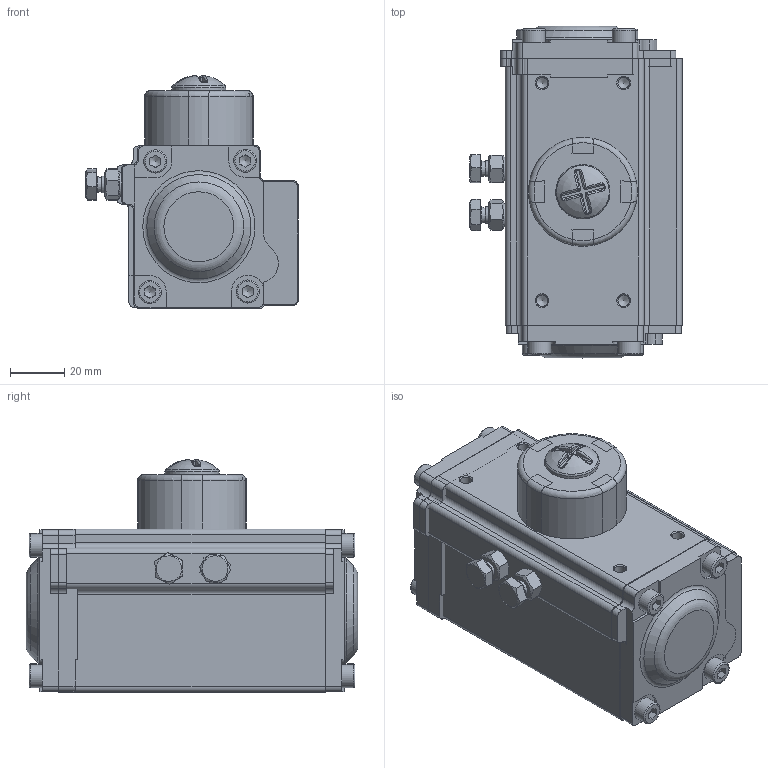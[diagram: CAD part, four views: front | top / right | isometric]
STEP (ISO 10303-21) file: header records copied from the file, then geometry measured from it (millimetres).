
FILE_DESCRIPTION(/* description */ (''),/* implementation_level */ '2;1');
FILE_NAME(/* name */ '5050040449 C-40DA F04 9x9.stp',/* time_stamp */ '2016-12-30T13:55:51+08:00',/* author */ (''),/* organization */ (''),/* preprocessor_version */ 'ST-DEVELOPER v15',/* originating_system */ 'SIEMENS PLM Software NX 8.5',/* authorisation */ '');
FILE_SCHEMA (('AUTOMOTIVE_DESIGN { 1 0 10303 214 3 1 1 1 }'));
Length unit declared in the file: millimetre
Products named in the file (24): C-40-02-R; C-40-02-L; Guide-Piston; Inside washer; Indicator screw; Indicator; Nut adjust screw; Adjust screw; End-cap screw; O-ring piston; O-ring end cap; O-ring-pinion bottom; O-ring-pinion top; O-ring adjust screw; Outside washer; Thrust washer; Circlip; Bearing-pinion bottom; Bearing-pinion top; C-40-08; C-40-04 9x9; C-40-03; C-40-01; C-40DA F04 9x9
Assembly tree (37 placements, depth 2):
  C-40DA F04 9x9
    C-40-01
    C-40-03  x2
    C-40-04 9x9
    C-40-08
    Bearing-pinion top
    Bearing-pinion bottom
    Circlip
    Thrust washer
    Outside washer
    O-ring adjust screw  x2
    O-ring-pinion top
    O-ring-pinion bottom
    O-ring end cap  x2
    O-ring piston  x2
    End-cap screw  x8
    Adjust screw  x2
    Nut adjust screw  x2
    Indicator
    Indicator screw
    Inside washer
    Guide-Piston  x2
    C-40-02-L
    C-40-02-R
Bounding box: 78.05 x 122 x 85.53 mm (x, y, z)
Volume: 318515.5 mm3; surface area: 136730.5 mm2
Topology: 47 solids, 47 shells, 1751 faces, 4662 edges, 3037 vertices
Faces by surface type: plane 747, cylinder 504, cone 212, extrusion 120, torus 116, bspline 47, sphere 5
Full cylindrical faces by diameter (mm): 3 x2, 4 x1, 4.132 x8, 4.134 x8, 4.2 x20, 4.915 x2, 4.917 x4, 5 x11, 6 x19, 6.001 x2, 6.144 x1, 8.4 x1, 8.5 x8, 9.3 x1, 10.3 x2, 11 x1, 11.4 x1, 14 x9, 14.5 x1, 16 x1, 17 x1, 17.4 x1, 18 x1, 19 x1, 19.4 x1, 20 x1, 21 x1, 22 x2, 23 x5, 30 x2
Entity records: 51981 total; most frequent: CARTESIAN_POINT 18410, ORIENTED_EDGE 6730, DIRECTION 6611, EDGE_CURVE 3365, AXIS2_PLACEMENT_3D 2403, VERTEX_POINT 2329, VECTOR 1805, LINE 1685
